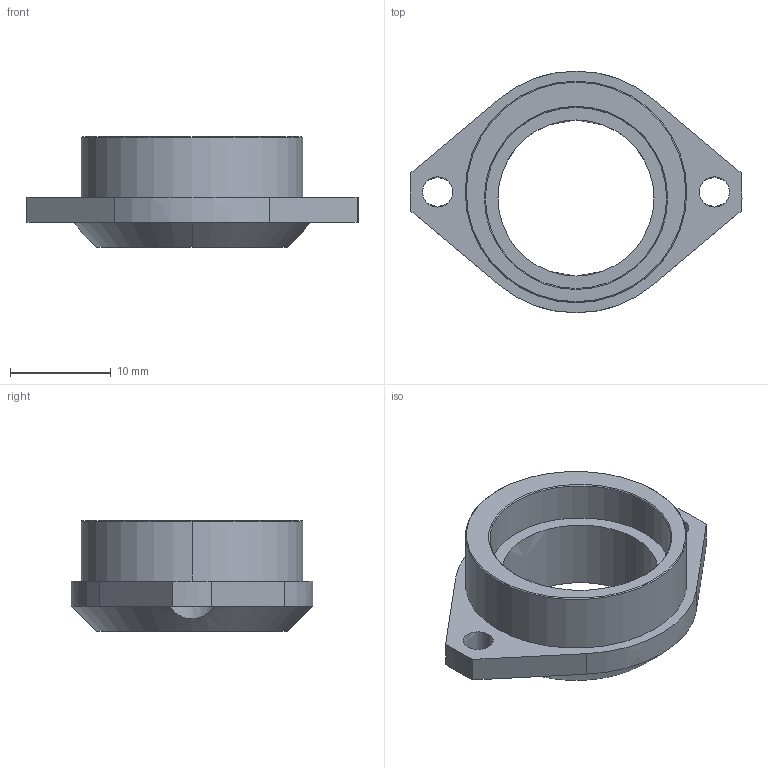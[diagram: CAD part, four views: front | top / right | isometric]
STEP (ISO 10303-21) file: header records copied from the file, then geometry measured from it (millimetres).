
FILE_DESCRIPTION((''),'2;1');
FILE_NAME('100071-A_ADAPTATEUR-EXCENTRIQUE','2020-11-13T',('laurent'),(''),'PRO/ENGINEER BY PARAMETRIC TECHNOLOGY CORPORATION, 2004090','PRO/ENGINEER BY PARAMETRIC TECHNOLOGY CORPORATION, 2004090','');
FILE_SCHEMA(('CONFIG_CONTROL_DESIGN','SHAPE_APPEARANCE_LAYERS_GROUPS'));
Length unit declared in the file: millimetre
Products named in the file (1): 100071-A_ADAPTATEUR-EXCENTRIQUE
Bounding box: 32.98 x 24 x 11 mm (x, y, z)
Volume: 2156.6 mm3; surface area: 1980.4 mm2
Topology: 1 solids, 1 shells, 32 faces, 76 edges, 48 vertices
Faces by surface type: bspline 32
Entity records: 1705 total; most frequent: CARTESIAN_POINT 752, COLOUR_RGB 194, ORIENTED_EDGE 152, DIRECTION 116, EDGE_CURVE 76, VERTEX_POINT 48, AXIS2_PLACEMENT_3D 42, CIRCLE 42
